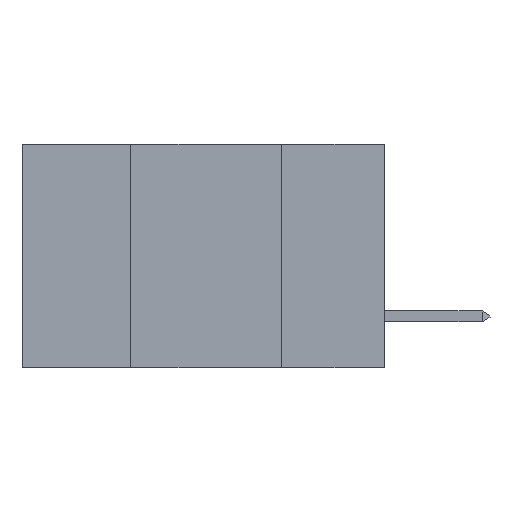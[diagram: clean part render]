
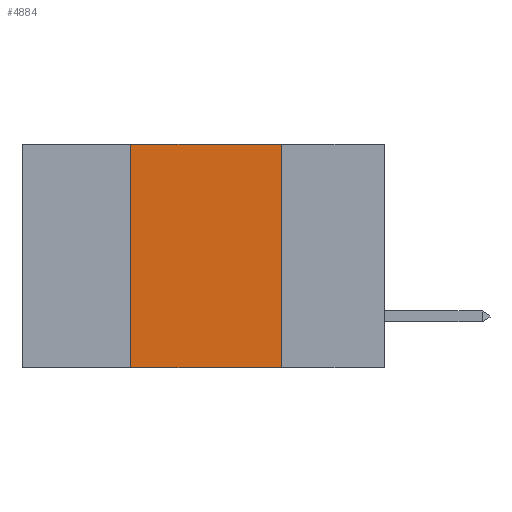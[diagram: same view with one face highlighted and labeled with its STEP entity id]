
A CAD part, left-side view. The second image highlights one B-rep face of the part: STEP entity #4884.
In plain terms, the highlighted planar face has unit normal (-1, 0, 0).
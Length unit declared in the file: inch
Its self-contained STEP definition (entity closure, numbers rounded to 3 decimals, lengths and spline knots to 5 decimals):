
#432 = EDGE_CURVE ( 'NONE', #25548, #6116, #10049, .T. ) ;
#1455 = DIRECTION ( 'NONE',  ( 0., 0., 1. ) ) ;
#2377 = CARTESIAN_POINT ( 'NONE',  ( 0., 0.17, 0. ) ) ;
#2749 = CARTESIAN_POINT ( 'NONE',  ( 0., 0.6, 0. ) ) ;
#4602 = CARTESIAN_POINT ( 'NONE',  ( 0., 0.42, 0. ) ) ;
#4884 = ADVANCED_FACE ( 'NONE', ( #25591 ), #14843, .F. ) ;
#6116 = VERTEX_POINT ( 'NONE', #2377 ) ;
#7422 = CARTESIAN_POINT ( 'NONE',  ( 0., 0.42, 0. ) ) ;
#10049 = LINE ( 'NONE', #20583, #24059 ) ;
#10584 = EDGE_CURVE ( 'NONE', #18809, #25548, #38333, .T. ) ;
#11328 = EDGE_CURVE ( 'NONE', #6116, #30970, #28515, .T. ) ;
#11886 = CARTESIAN_POINT ( 'NONE',  ( 0., 0.17, -0.37 ) ) ;
#12956 = ORIENTED_EDGE ( 'NONE', *, *, #10584, .F. ) ;
#12984 = EDGE_LOOP ( 'NONE', ( #36746, #26527, #12956, #29409 ) ) ;
#13597 = CARTESIAN_POINT ( 'NONE',  ( 0., 0.17, 0. ) ) ;
#13625 = VECTOR ( 'NONE', #25301, 39.37008 ) ;
#14843 = PLANE ( 'NONE',  #34772 ) ;
#17780 = DIRECTION ( 'NONE',  ( 1., 0., 0. ) ) ;
#18457 = DIRECTION ( 'NONE',  ( 0., -1., 0. ) ) ;
#18809 = VERTEX_POINT ( 'NONE', #35720 ) ;
#20583 = CARTESIAN_POINT ( 'NONE',  ( 0., 0.6, 0. ) ) ;
#20626 = DIRECTION ( 'NONE',  ( 0., -1., 0. ) ) ;
#24059 = VECTOR ( 'NONE', #20626, 39.37008 ) ;
#25301 = DIRECTION ( 'NONE',  ( 0., 0., -1. ) ) ;
#25548 = VERTEX_POINT ( 'NONE', #4602 ) ;
#25591 = FACE_OUTER_BOUND ( 'NONE', #12984, .T. ) ;
#26527 = ORIENTED_EDGE ( 'NONE', *, *, #432, .F. ) ;
#27366 = CARTESIAN_POINT ( 'NONE',  ( 0., 0.6, -0.37 ) ) ;
#28515 = LINE ( 'NONE', #13597, #13625 ) ;
#29409 = ORIENTED_EDGE ( 'NONE', *, *, #37722, .T. ) ;
#30474 = VECTOR ( 'NONE', #1455, 39.37008 ) ;
#30970 = VERTEX_POINT ( 'NONE', #11886 ) ;
#32309 = VECTOR ( 'NONE', #18457, 39.37008 ) ;
#34181 = LINE ( 'NONE', #27366, #32309 ) ;
#34772 = AXIS2_PLACEMENT_3D ( 'NONE', #2749, #17780, #38593 ) ;
#35720 = CARTESIAN_POINT ( 'NONE',  ( 0., 0.42, -0.37 ) ) ;
#36746 = ORIENTED_EDGE ( 'NONE', *, *, #11328, .F. ) ;
#37722 = EDGE_CURVE ( 'NONE', #18809, #30970, #34181, .T. ) ;
#38333 = LINE ( 'NONE', #7422, #30474 ) ;
#38593 = DIRECTION ( 'NONE',  ( 0., 0., -1. ) ) ;
